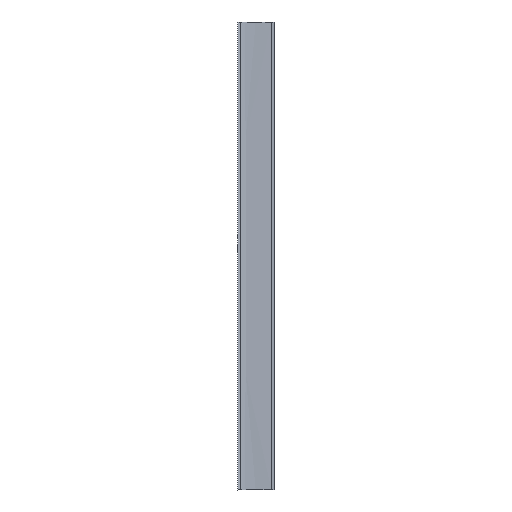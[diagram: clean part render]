
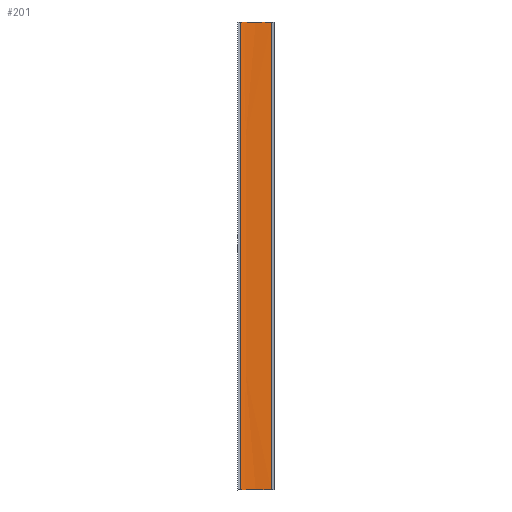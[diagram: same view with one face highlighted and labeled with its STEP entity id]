
A CAD part, front view. The second image highlights one B-rep face of the part: STEP entity #201.
In plain terms, the highlighted face is a extrusion surface.
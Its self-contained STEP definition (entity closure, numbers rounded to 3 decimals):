
#40=CARTESIAN_POINT('Vertex',(99.841,8.623,1.63)) ;
#46=CARTESIAN_POINT('Control Point',(99.841,8.623,1.63)) ;
#47=CARTESIAN_POINT('Control Point',(87.871,8.343,1.603)) ;
#48=CARTESIAN_POINT('Control Point',(75.938,7.908,1.563)) ;
#49=CARTESIAN_POINT('Control Point',(64.509,7.273,1.505)) ;
#50=CARTESIAN_POINT('Control Point',(47.273,5.969,1.388)) ;
#51=CARTESIAN_POINT('Control Point',(30.248,3.312,1.152)) ;
#52=CARTESIAN_POINT('Control Point',(25.33,2.366,1.069)) ;
#53=CARTESIAN_POINT('Control Point',(18.522,0.83,0.933)) ;
#54=CARTESIAN_POINT('Control Point',(11.961,-1.551,0.724)) ;
#55=CARTESIAN_POINT('Control Point',(10.433,-2.172,0.669)) ;
#56=CARTESIAN_POINT('Control Point',(8.918,-2.87,0.608)) ;
#57=CARTESIAN_POINT('Control Point',(7.472,-3.676,0.537)) ;
#58=CARTESIAN_POINT('Vertex',(7.472,-3.676,0.537)) ;
#114=CARTESIAN_POINT('Vertex',(99.841,8.623,1394.)) ;
#138=CARTESIAN_POINT('Vertex',(7.472,-3.676,1394.)) ;
#142=CARTESIAN_POINT('Control Point',(99.841,8.623,1394.)) ;
#143=CARTESIAN_POINT('Control Point',(91.163,8.42,1394.)) ;
#144=CARTESIAN_POINT('Control Point',(82.521,8.136,1394.)) ;
#145=CARTESIAN_POINT('Control Point',(73.888,7.75,1394.)) ;
#146=CARTESIAN_POINT('Control Point',(58.405,6.819,1394.)) ;
#147=CARTESIAN_POINT('Control Point',(42.98,5.211,1394.)) ;
#148=CARTESIAN_POINT('Control Point',(36.501,4.361,1394.)) ;
#149=CARTESIAN_POINT('Control Point',(26.96,2.834,1394.)) ;
#150=CARTESIAN_POINT('Control Point',(17.632,0.389,1394.)) ;
#151=CARTESIAN_POINT('Control Point',(14.961,-0.424,1394.)) ;
#152=CARTESIAN_POINT('Control Point',(11.78,-1.541,1394.)) ;
#153=CARTESIAN_POINT('Control Point',(8.755,-2.996,1394.)) ;
#154=CARTESIAN_POINT('Control Point',(8.321,-3.215,1394.)) ;
#155=CARTESIAN_POINT('Control Point',(7.894,-3.441,1394.)) ;
#156=CARTESIAN_POINT('Control Point',(7.472,-3.676,1394.)) ;
#167=CARTESIAN_POINT('Control Point',(99.841,8.623,0.)) ;
#168=CARTESIAN_POINT('Control Point',(91.163,8.42,0.)) ;
#169=CARTESIAN_POINT('Control Point',(82.521,8.136,0.)) ;
#170=CARTESIAN_POINT('Control Point',(73.888,7.75,0.)) ;
#171=CARTESIAN_POINT('Control Point',(58.405,6.819,0.)) ;
#172=CARTESIAN_POINT('Control Point',(42.98,5.211,0.)) ;
#173=CARTESIAN_POINT('Control Point',(36.501,4.361,0.)) ;
#174=CARTESIAN_POINT('Control Point',(26.96,2.834,0.)) ;
#175=CARTESIAN_POINT('Control Point',(17.632,0.389,0.)) ;
#176=CARTESIAN_POINT('Control Point',(14.961,-0.424,0.)) ;
#177=CARTESIAN_POINT('Control Point',(11.78,-1.541,0.)) ;
#178=CARTESIAN_POINT('Control Point',(8.755,-2.996,0.)) ;
#179=CARTESIAN_POINT('Control Point',(8.321,-3.215,0.)) ;
#180=CARTESIAN_POINT('Control Point',(7.894,-3.441,0.)) ;
#181=CARTESIAN_POINT('Control Point',(7.472,-3.676,0.)) ;
#185=CARTESIAN_POINT('Line Origine',(99.841,8.623,697.)) ;
#190=CARTESIAN_POINT('Line Origine',(7.472,-3.676,697.)) ;
#183=VECTOR('Extrusion Surface Vector',#182,1.) ;
#187=VECTOR('Line Direction',#186,1.) ;
#192=VECTOR('Line Direction',#191,1.) ;
#182=DIRECTION('Vector Direction',(0.,0.,1.)) ;
#186=DIRECTION('Vector Direction',(0.,0.,1.)) ;
#191=DIRECTION('Vector Direction',(0.,0.,1.)) ;
#188=LINE('Line',#185,#187) ;
#193=LINE('Line',#190,#192) ;
#60=EDGE_CURVE('',#41,#59,#45,.T.) ;
#157=EDGE_CURVE('',#115,#139,#141,.T.) ;
#189=EDGE_CURVE('',#41,#115,#188,.T.) ;
#194=EDGE_CURVE('',#59,#139,#193,.T.) ;
#196=ORIENTED_EDGE('',*,*,#60,.F.) ;
#197=ORIENTED_EDGE('',*,*,#189,.T.) ;
#198=ORIENTED_EDGE('',*,*,#157,.T.) ;
#199=ORIENTED_EDGE('',*,*,#194,.F.) ;
#195=EDGE_LOOP('',(#196,#197,#198,#199)) ;
#41=VERTEX_POINT('',#40) ;
#59=VERTEX_POINT('',#58) ;
#115=VERTEX_POINT('',#114) ;
#139=VERTEX_POINT('',#138) ;
#201=ADVANCED_FACE('PartBody',(#200),#184,.F.) ;
#45=B_SPLINE_CURVE_WITH_KNOTS('',5,(#46,#47,#48,#49,#50,#51,#52,#53,#54,#55,#56,#57),.UNSPECIFIED.,.F.,.U.,(6,3,3,6),(0.,84.933,122.685,134.465),.UNSPECIFIED.) ;
#141=B_SPLINE_CURVE_WITH_KNOTS('',5,(#142,#143,#144,#145,#146,#147,#148,#149,#150,#151,#152,#153,#154,#155,#156),.UNSPECIFIED.,.F.,.U.,(6,3,3,3,6),(0.,43.441,77.109,91.375,93.8),.UNSPECIFIED.) ;
#166=B_SPLINE_CURVE_WITH_KNOTS('',5,(#167,#168,#169,#170,#171,#172,#173,#174,#175,#176,#177,#178,#179,#180,#181),.UNSPECIFIED.,.F.,.U.,(6,3,3,3,6),(0.,43.441,77.109,91.375,93.8),.UNSPECIFIED.) ;
#200=FACE_OUTER_BOUND('',#195,.T.) ;
#184=SURFACE_OF_LINEAR_EXTRUSION('generated tabulated cylinder',#166,#183) ;
